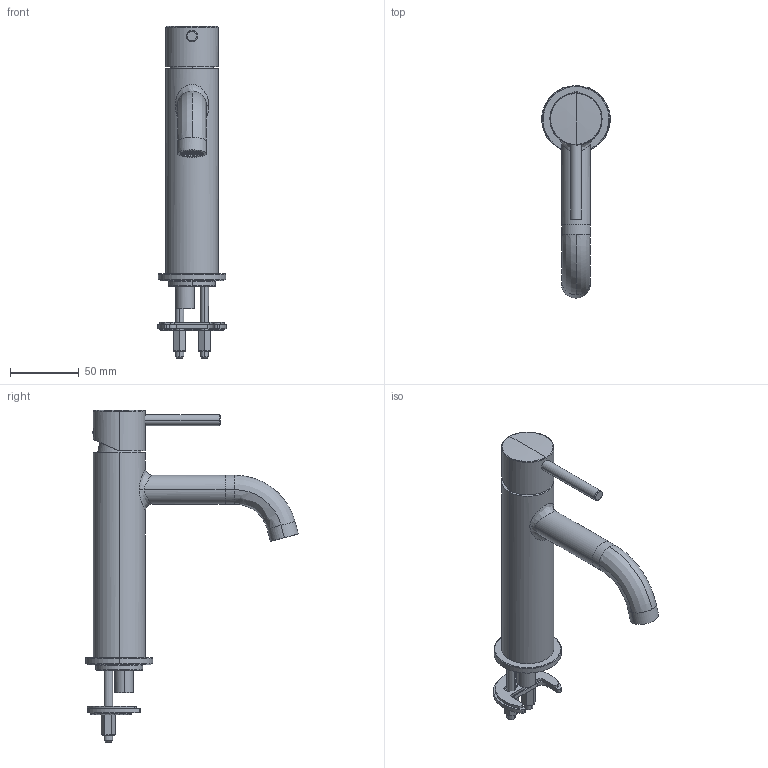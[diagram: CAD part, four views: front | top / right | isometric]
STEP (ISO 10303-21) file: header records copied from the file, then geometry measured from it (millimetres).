
FILE_DESCRIPTION(/* description */ (''),/* implementation_level */ '2;1');
FILE_NAME(/* name */ 'STEP - 164732804_2267198',/* time_stamp */ '2024-03-28T09:28:03+11:00',/* author */ (''),/* organization */ (''),/* preprocessor_version */ 'ST-DEVELOPER v16.5',/* originating_system */ 'Rhino 7.23',/* authorisation */ '');
FILE_SCHEMA (('AUTOMOTIVE_DESIGN'));
Length unit declared in the file: millimetre
Products named in the file (27): Document; 203102579901; 205012321601; 206209999901_ASM; 207020411601; 207011990601; 207012340601; 205030461601; 205022380102; 206062800126; 205011731602; 202030410726; 205011791601; 202053390126; 202026470226; 208000910601; 205055390726; 205022640105; 204011839901; 208002330601_AF1; 208002330601_AF0; 206073722702_ASM; 206073692702; 206017010102; 206017020102; 206071462402; 201036472426
Assembly tree (30 placements, depth 3):
  Document
    203102579901
    205012321601  x2
    206209999901_ASM
      207020411601
      207011990601
      207012340601
      205030461601  x2
      205022380102  x2
    206062800126
    205011731602
    202030410726
    205011791601
    202053390126
    202026470226
    208000910601
    205055390726
    205022640105
    204011839901
    208002330601_AF1
    208002330601_AF0
    206073722702_ASM
      206073692702
      206017010102
      206017020102
      206071462402  x2
    201036472426
Bounding box: 49.98 x 154.95 x 242.06 mm (x, y, z)
Volume: 129674.5 mm3; surface area: 111863.4 mm2
Topology: 29 solids, 29 shells, 2736 faces, 7558 edges, 4878 vertices
Faces by surface type: plane 1297, cylinder 1052, bspline 387
Entity records: 103368 total; most frequent: CARTESIAN_POINT 52881, ORIENTED_EDGE 14694, EDGE_CURVE 7347, B_SPLINE_CURVE_WITH_KNOTS 6078, VERTEX_POINT 4759, EDGE_LOOP 3610, ADVANCED_FACE 2650, FACE_OUTER_BOUND 2650
